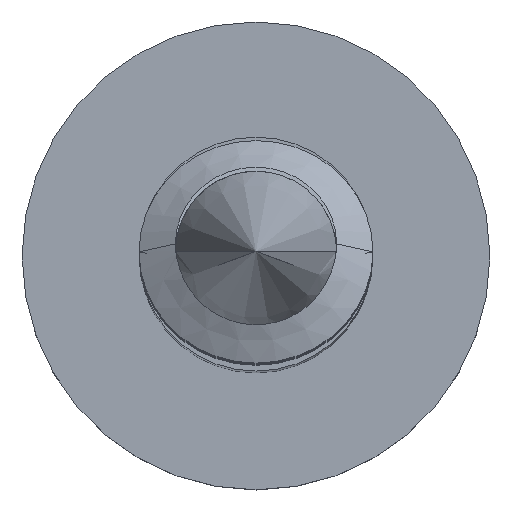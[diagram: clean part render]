
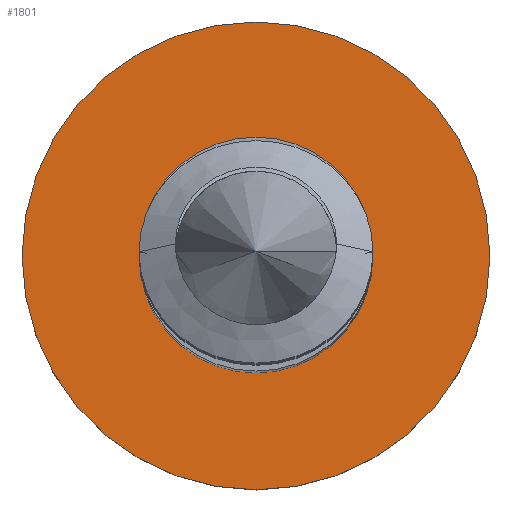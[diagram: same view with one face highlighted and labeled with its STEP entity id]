
A CAD part, top view. The second image highlights one B-rep face of the part: STEP entity #1801.
In plain terms, the highlighted planar face has unit normal (0, 0, 1).
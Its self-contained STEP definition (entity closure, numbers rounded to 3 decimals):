
#95 = DIRECTION ( 'NONE',  ( -1., 0., 0. ) ) ;
#328 = EDGE_CURVE ( 'E184', #2546, #1917, #3938, .T. ) ;
#496 = DIRECTION ( 'NONE',  ( -1., 0., 0. ) ) ;
#498 = CARTESIAN_POINT ( 'NONE',  ( 4.5, 0., 3.1 ) ) ;
#686 = AXIS2_PLACEMENT_3D ( 'NONE', #853, #2376, #95 ) ;
#728 = AXIS2_PLACEMENT_3D ( 'NONE', #1337, #2857, #1318 ) ;
#853 = CARTESIAN_POINT ( 'NONE',  ( 0., 0., 3.1 ) ) ;
#863 = ORIENTED_EDGE ( 'NONE', *, *, #3773, .F. ) ;
#1318 = DIRECTION ( 'NONE',  ( -1., 0., 0. ) ) ;
#1337 = CARTESIAN_POINT ( 'NONE',  ( 0., 0., 3.1 ) ) ;
#1604 = FACE_BOUND ( 'NONE', #1623, .T. ) ;
#1615 = ORIENTED_EDGE ( 'NONE', *, *, #3457, .F. ) ;
#1623 = EDGE_LOOP ( 'NONE', ( #3251, #2425 ) ) ;
#1756 = AXIS2_PLACEMENT_3D ( 'NONE', #1878, #4113, #1832 ) ;
#1800 = VERTEX_POINT ( 'NONE', #3342 ) ;
#1801 = ADVANCED_FACE ( 'E186', ( #4365, #1604 ), #2978, .F. ) ;
#1821 = EDGE_LOOP ( 'NONE', ( #1615, #863 ) ) ;
#1832 = DIRECTION ( 'NONE',  ( -1., 0., 0. ) ) ;
#1839 = CIRCLE ( 'NONE', #1756, 4.5 ) ;
#1878 = CARTESIAN_POINT ( 'NONE',  ( 0., 0., 3.1 ) ) ;
#1917 = VERTEX_POINT ( 'NONE', #4117 ) ;
#1978 = CARTESIAN_POINT ( 'NONE',  ( 0., 0., 3.1 ) ) ;
#2011 = DIRECTION ( 'NONE',  ( -1., 0., 0. ) ) ;
#2027 = DIRECTION ( 'NONE',  ( 0., 0., -1. ) ) ;
#2319 = DIRECTION ( 'NONE',  ( 0., 0., -1. ) ) ;
#2376 = DIRECTION ( 'NONE',  ( 0., 0., -1. ) ) ;
#2425 = ORIENTED_EDGE ( 'NONE', *, *, #4779, .T. ) ;
#2546 = VERTEX_POINT ( 'NONE', #3531 ) ;
#2825 = CIRCLE ( 'NONE', #4272, 4.5 ) ;
#2857 = DIRECTION ( 'NONE',  ( 0., 0., -1. ) ) ;
#2978 = PLANE ( 'NONE',  #3914 ) ;
#2991 = CIRCLE ( 'NONE', #728, 2.25 ) ;
#3251 = ORIENTED_EDGE ( 'NONE', *, *, #328, .T. ) ;
#3342 = CARTESIAN_POINT ( 'NONE',  ( -4.5, 0., 3.1 ) ) ;
#3457 = EDGE_CURVE ( 'E187', #1800, #4717, #2825, .T. ) ;
#3468 = CARTESIAN_POINT ( 'NONE',  ( 0., 2.25, 3.1 ) ) ;
#3531 = CARTESIAN_POINT ( 'NONE',  ( -2.25, 0., 3.1 ) ) ;
#3773 = EDGE_CURVE ( 'E187', #4717, #1800, #1839, .T. ) ;
#3914 = AXIS2_PLACEMENT_3D ( 'NONE', #3468, #2319, #496 ) ;
#3938 = CIRCLE ( 'NONE', #686, 2.25 ) ;
#4113 = DIRECTION ( 'NONE',  ( 0., 0., -1. ) ) ;
#4117 = CARTESIAN_POINT ( 'NONE',  ( 2.25, 0., 3.1 ) ) ;
#4272 = AXIS2_PLACEMENT_3D ( 'NONE', #1978, #2027, #2011 ) ;
#4365 = FACE_OUTER_BOUND ( 'NONE', #1821, .T. ) ;
#4717 = VERTEX_POINT ( 'NONE', #498 ) ;
#4779 = EDGE_CURVE ( 'E184', #1917, #2546, #2991, .T. ) ;
